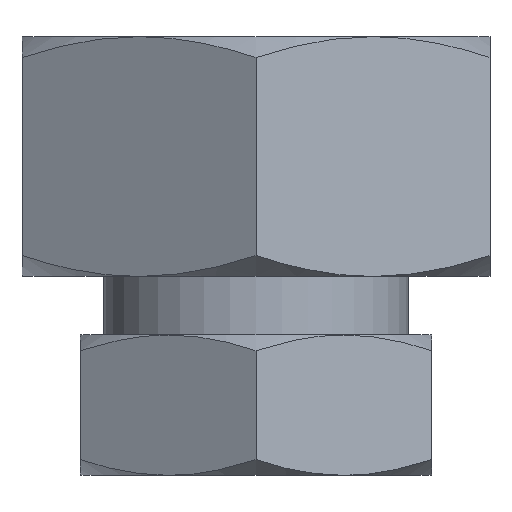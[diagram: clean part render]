
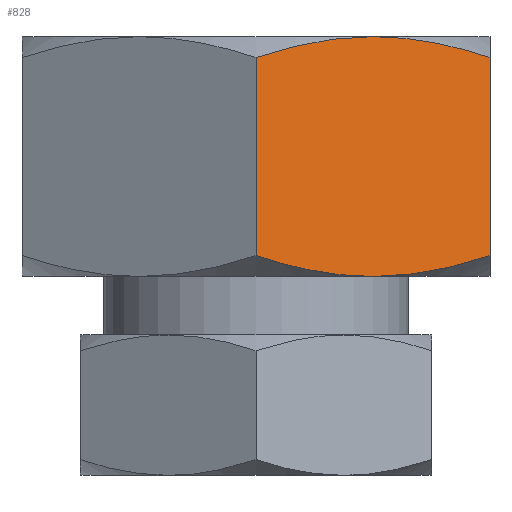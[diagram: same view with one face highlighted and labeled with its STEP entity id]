
A CAD part, front view. The second image highlights one B-rep face of the part: STEP entity #828.
In plain terms, the highlighted planar face has unit normal (0.5, -0.866, 0).
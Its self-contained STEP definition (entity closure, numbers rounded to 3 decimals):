
#24=LINE('',#1588,#36);
#25=LINE('',#1590,#37);
#36=VECTOR('',#1169,1000.);
#37=VECTOR('',#1172,1000.);
#66=PLANE('',#951);
#290=ORIENTED_EDGE('',*,*,#385,.T.);
#291=ORIENTED_EDGE('',*,*,#386,.T.);
#292=ORIENTED_EDGE('',*,*,#439,.T.);
#293=ORIENTED_EDGE('',*,*,#432,.T.);
#294=ORIENTED_EDGE('',*,*,#399,.T.);
#295=ORIENTED_EDGE('',*,*,#438,.F.);
#385=EDGE_CURVE('',#478,#479,#549,.T.);
#386=EDGE_CURVE('',#479,#480,#550,.T.);
#399=EDGE_CURVE('',#489,#488,#559,.T.);
#432=EDGE_CURVE('',#517,#489,#564,.T.);
#438=EDGE_CURVE('',#478,#488,#24,.T.);
#439=EDGE_CURVE('',#480,#517,#25,.T.);
#478=VERTEX_POINT('',#1393);
#479=VERTEX_POINT('',#1395);
#480=VERTEX_POINT('',#1407);
#488=VERTEX_POINT('',#1459);
#489=VERTEX_POINT('',#1466);
#517=VERTEX_POINT('',#1573);
#549=B_SPLINE_CURVE_WITH_KNOTS('',3,(#1396,#1397,#1398,#1399),
 .UNSPECIFIED.,.F.,.F.,(4,4),(0.,0.023),
 .UNSPECIFIED.);
#550=B_SPLINE_CURVE_WITH_KNOTS('',3,(#1401,#1402,#1403,#1404,#1405,#1406),
 .UNSPECIFIED.,.F.,.F.,(4,1,1,4),(0.023,0.029,
0.035,0.047),.UNSPECIFIED.);
#559=B_SPLINE_CURVE_WITH_KNOTS('',3,(#1460,#1461,#1462,#1463,#1464,#1465),
 .UNSPECIFIED.,.F.,.F.,(4,1,1,4),(0.023,0.029,
0.035,0.047),.UNSPECIFIED.);
#564=B_SPLINE_CURVE_WITH_KNOTS('',3,(#1569,#1570,#1571,#1572),
 .UNSPECIFIED.,.F.,.F.,(4,4),(0.,0.023),
 .UNSPECIFIED.);
#646=EDGE_LOOP('',(#290,#291,#292,#293,#294,#295));
#734=FACE_BOUND('',#646,.T.);
#828=ADVANCED_FACE('',(#734),#66,.F.);
#951=AXIS2_PLACEMENT_3D('',#1589,#1170,#1171);
#1169=DIRECTION('',(0.,0.,-1.));
#1170=DIRECTION('',(-0.5,0.866,0.));
#1171=DIRECTION('',(-0.866,-0.5,0.));
#1172=DIRECTION('',(0.,0.,-1.));
#1393=CARTESIAN_POINT('',(40.,-23.094,-2.073));
#1395=CARTESIAN_POINT('',(20.,-34.641,1.5));
#1396=CARTESIAN_POINT('',(40.,-23.094,-2.073));
#1397=CARTESIAN_POINT('',(33.457,-26.872,0.109));
#1398=CARTESIAN_POINT('',(26.815,-30.706,1.5));
#1399=CARTESIAN_POINT('',(20.,-34.641,1.5));
#1401=CARTESIAN_POINT('',(20.,-34.641,1.5));
#1402=CARTESIAN_POINT('',(18.303,-35.621,1.5));
#1403=CARTESIAN_POINT('',(14.897,-37.587,1.331));
#1404=CARTESIAN_POINT('',(8.202,-41.453,0.362));
#1405=CARTESIAN_POINT('',(3.264,-44.304,-0.985));
#1406=CARTESIAN_POINT('',(0.,-46.188,-2.073));
#1407=CARTESIAN_POINT('',(0.,-46.188,-2.073));
#1459=CARTESIAN_POINT('',(40.,-23.094,-35.927));
#1460=CARTESIAN_POINT('',(20.,-34.641,-39.5));
#1461=CARTESIAN_POINT('',(21.697,-33.661,-39.5));
#1462=CARTESIAN_POINT('',(25.103,-31.695,-39.331));
#1463=CARTESIAN_POINT('',(31.798,-27.829,-38.362));
#1464=CARTESIAN_POINT('',(36.736,-24.978,-37.015));
#1465=CARTESIAN_POINT('',(40.,-23.094,-35.927));
#1466=CARTESIAN_POINT('',(20.,-34.641,-39.5));
#1569=CARTESIAN_POINT('',(0.,-46.188,-35.927));
#1570=CARTESIAN_POINT('',(6.543,-42.41,-38.109));
#1571=CARTESIAN_POINT('',(13.185,-38.576,-39.5));
#1572=CARTESIAN_POINT('',(20.,-34.641,-39.5));
#1573=CARTESIAN_POINT('',(0.,-46.188,-35.927));
#1588=CARTESIAN_POINT('',(40.,-23.094,1.5));
#1589=CARTESIAN_POINT('',(0.,-46.188,1.5));
#1590=CARTESIAN_POINT('',(0.,-46.188,1.5));
